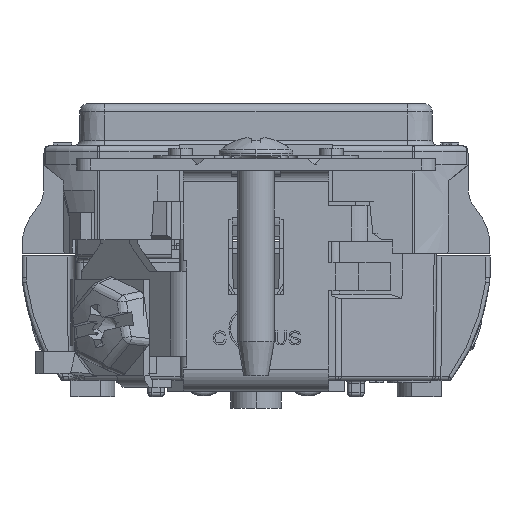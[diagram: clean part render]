
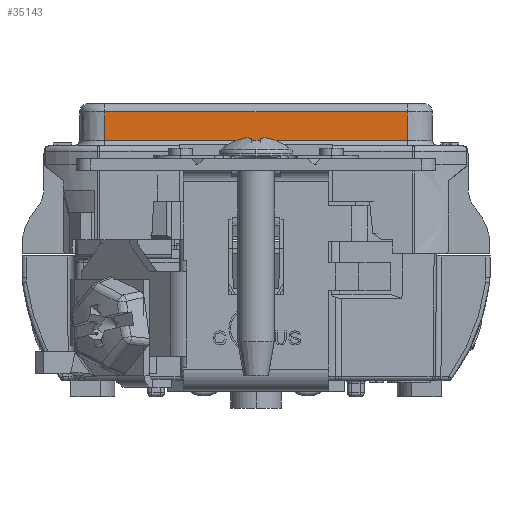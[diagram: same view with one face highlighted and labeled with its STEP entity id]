
A CAD part, front view. The second image highlights one B-rep face of the part: STEP entity #35143.
In plain terms, the highlighted planar face has unit normal (0, -1, 0.009).
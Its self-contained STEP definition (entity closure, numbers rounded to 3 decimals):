
#9041 = VECTOR ( 'NONE', #139480, 1000. ) ;
#12399 = EDGE_CURVE ( 'NONE', #53939, #87557, #34771, .T. ) ;
#13041 = CARTESIAN_POINT ( 'NONE',  ( -15.578, -39.626, 26.273 ) ) ;
#15872 = DIRECTION ( 'NONE',  ( 0., -1., 0.009 ) ) ;
#16989 = PLANE ( 'NONE',  #35746 ) ;
#19249 = VECTOR ( 'NONE', #112949, 1000. ) ;
#29017 = CARTESIAN_POINT ( 'NONE',  ( -17.915, -39.653, 23.142 ) ) ;
#34771 = LINE ( 'NONE', #124717, #170237 ) ;
#35143 = ADVANCED_FACE ( 'NONE', ( #113545 ), #16989, .T. ) ;
#35746 = AXIS2_PLACEMENT_3D ( 'NONE', #29017, #15872, #120813 ) ;
#41142 = CARTESIAN_POINT ( 'NONE',  ( -15.578, -39.649, 23.646 ) ) ;
#48343 = CARTESIAN_POINT ( 'NONE',  ( 12.514, -39.626, 26.273 ) ) ;
#52554 = VERTEX_POINT ( 'NONE', #13041 ) ;
#53705 = EDGE_CURVE ( 'NONE', #87557, #108746, #158033, .T. ) ;
#53939 = VERTEX_POINT ( 'NONE', #41142 ) ;
#56362 = EDGE_LOOP ( 'NONE', ( #115911, #101948, #119957, #146997 ) ) ;
#60402 = LINE ( 'NONE', #86706, #9041 ) ;
#79735 = CARTESIAN_POINT ( 'NONE',  ( 12.514, -39.649, 23.646 ) ) ;
#86706 = CARTESIAN_POINT ( 'NONE',  ( -17.915, -39.626, 26.273 ) ) ;
#87113 = CARTESIAN_POINT ( 'NONE',  ( -15.578, -39.653, 23.142 ) ) ;
#87557 = VERTEX_POINT ( 'NONE', #79735 ) ;
#96523 = EDGE_CURVE ( 'NONE', #108746, #52554, #60402, .T. ) ;
#101948 = ORIENTED_EDGE ( 'NONE', *, *, #12399, .T. ) ;
#108746 = VERTEX_POINT ( 'NONE', #48343 ) ;
#112949 = DIRECTION ( 'NONE',  ( 0., -0.009, -1. ) ) ;
#113545 = FACE_OUTER_BOUND ( 'NONE', #56362, .T. ) ;
#115911 = ORIENTED_EDGE ( 'NONE', *, *, #140617, .T. ) ;
#119957 = ORIENTED_EDGE ( 'NONE', *, *, #53705, .T. ) ;
#120813 = DIRECTION ( 'NONE',  ( 0., -0.009, -1. ) ) ;
#123140 = VECTOR ( 'NONE', #137072, 1000. ) ;
#124717 = CARTESIAN_POINT ( 'NONE',  ( 12.514, -39.649, 23.646 ) ) ;
#137072 = DIRECTION ( 'NONE',  ( 0., 0.009, 1. ) ) ;
#139480 = DIRECTION ( 'NONE',  ( -1., 0., 0. ) ) ;
#140617 = EDGE_CURVE ( 'NONE', #52554, #53939, #142352, .T. ) ;
#142352 = LINE ( 'NONE', #87113, #19249 ) ;
#146997 = ORIENTED_EDGE ( 'NONE', *, *, #96523, .T. ) ;
#158033 = LINE ( 'NONE', #162871, #123140 ) ;
#162592 = DIRECTION ( 'NONE',  ( 1., 0., 0. ) ) ;
#162871 = CARTESIAN_POINT ( 'NONE',  ( 12.514, -39.653, 23.142 ) ) ;
#170237 = VECTOR ( 'NONE', #162592, 1000. ) ;
